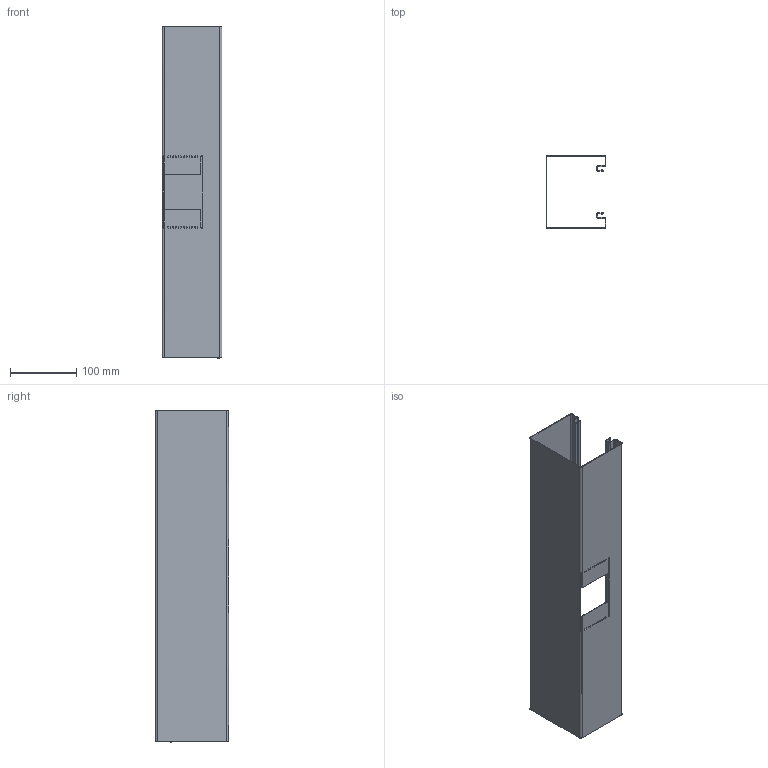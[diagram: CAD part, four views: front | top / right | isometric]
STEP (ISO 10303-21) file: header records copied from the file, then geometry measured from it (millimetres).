
FILE_DESCRIPTION (( 'STEP AP214' ), '1' );
FILE_NAME ('6277160.stp', '2016-05-26T11:20:30', ( '' ), ( '' ), 'SwSTEP 2.0', 'SolidWorks 2014', '' );
FILE_SCHEMA (( 'AUTOMOTIVE_DESIGN' ));
Length unit declared in the file: millimetre
Products named in the file (1): 6277160
Bounding box: 90 x 110 x 500 mm (x, y, z)
Volume: 181591.9 mm3; surface area: 365517.7 mm2
Topology: 1 solids, 1 shells, 185 faces, 447 edges, 262 vertices
Faces by surface type: plane 114, cylinder 69, bspline 2
Entity records: 5585 total; most frequent: CARTESIAN_POINT 1141, DIRECTION 945, ORIENTED_EDGE 894, EDGE_CURVE 447, AXIS2_PLACEMENT_3D 322, VECTOR 301, LINE 301, VERTEX_POINT 262
